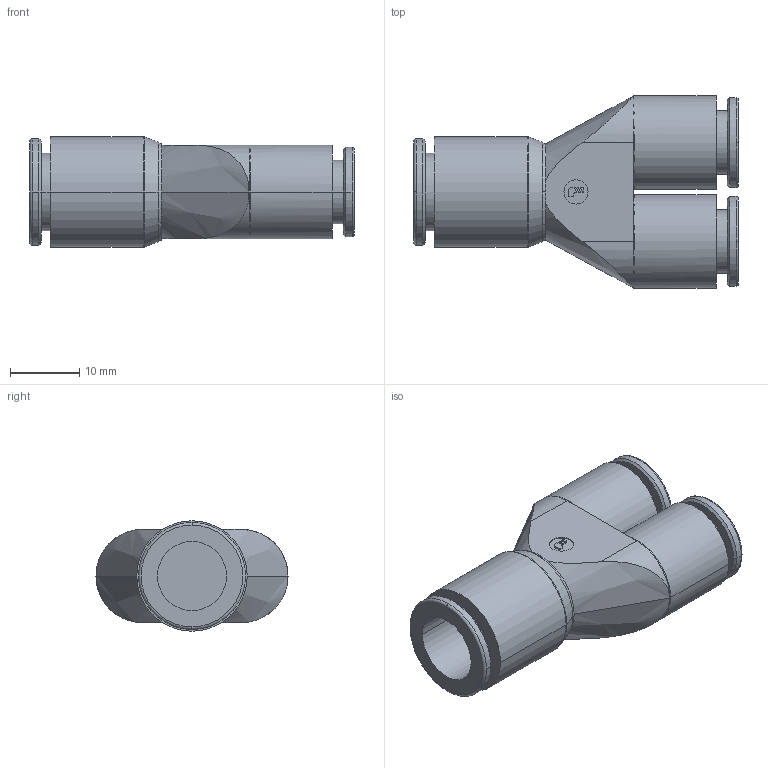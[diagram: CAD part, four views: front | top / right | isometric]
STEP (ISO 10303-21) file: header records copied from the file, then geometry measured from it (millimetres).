
FILE_DESCRIPTION(('STEP AP214'),'1');
FILE_NAME('3140_08_10.stp','2016-07-07T14:15:20',('TraceParts'),('TraceParts S.A.'),'Spatial InterOp 3D',' ',' ');
FILE_SCHEMA(('automotive_design'));
Length unit declared in the file: millimetre
Products named in the file (1): 1
Bounding box: 47 x 27.8 x 16 mm (x, y, z)
Volume: 8457.2 mm3; surface area: 5092.6 mm2
Topology: 1 solids, 3 shells, 104 faces, 248 edges, 161 vertices
Faces by surface type: plane 36, cylinder 32, cone 20, torus 16
Entity records: 3324 total; most frequent: CARTESIAN_POINT 790, DIRECTION 579, ORIENTED_EDGE 496, EDGE_CURVE 248, AXIS2_PLACEMENT_3D 242, VERTEX_POINT 161, CIRCLE 137, EDGE_LOOP 119
